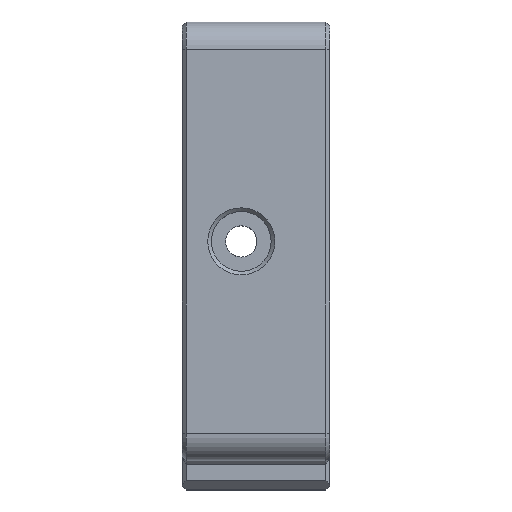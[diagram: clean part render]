
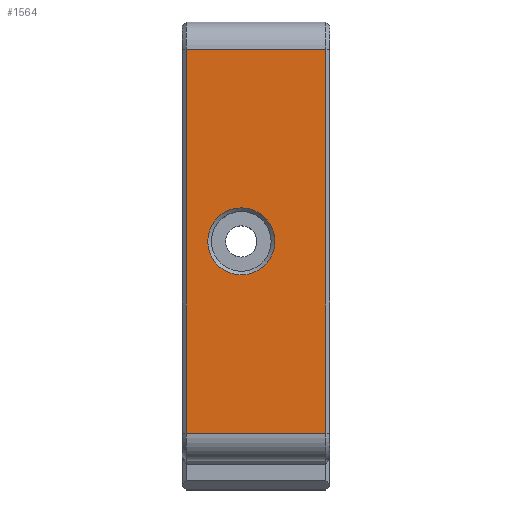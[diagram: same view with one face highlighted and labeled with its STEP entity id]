
A CAD part, top view. The second image highlights one B-rep face of the part: STEP entity #1564.
In plain terms, the highlighted planar face has unit normal (0, 0, 1).
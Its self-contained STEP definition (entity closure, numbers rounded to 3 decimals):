
#54=FACE_BOUND('',#220,.T.);
#64=CIRCLE('',#1682,3.65);
#117=FACE_OUTER_BOUND('',#219,.T.);
#219=EDGE_LOOP('',(#1097,#1098,#1099,#1100));
#220=EDGE_LOOP('',(#1101));
#351=LINE('',#2388,#529);
#352=LINE('',#2390,#530);
#353=LINE('',#2392,#531);
#354=LINE('',#2393,#532);
#529=VECTOR('',#1893,10.);
#530=VECTOR('',#1894,10.);
#531=VECTOR('',#1895,10.);
#532=VECTOR('',#1896,10.);
#704=VERTEX_POINT('',#2380);
#706=VERTEX_POINT('',#2386);
#707=VERTEX_POINT('',#2387);
#708=VERTEX_POINT('',#2389);
#709=VERTEX_POINT('',#2391);
#847=EDGE_CURVE('',#704,#704,#64,.T.);
#850=EDGE_CURVE('',#706,#707,#351,.T.);
#851=EDGE_CURVE('',#708,#706,#352,.T.);
#852=EDGE_CURVE('',#709,#708,#353,.T.);
#853=EDGE_CURVE('',#707,#709,#354,.T.);
#1097=ORIENTED_EDGE('',*,*,#850,.F.);
#1098=ORIENTED_EDGE('',*,*,#851,.F.);
#1099=ORIENTED_EDGE('',*,*,#852,.F.);
#1100=ORIENTED_EDGE('',*,*,#853,.F.);
#1101=ORIENTED_EDGE('',*,*,#847,.F.);
#1498=PLANE('',#1684);
#1564=ADVANCED_FACE('',(#117,#54),#1498,.T.);
#1682=AXIS2_PLACEMENT_3D('',#2381,#1886,#1887);
#1684=AXIS2_PLACEMENT_3D('',#2385,#1891,#1892);
#1886=DIRECTION('center_axis',(0.,0.,1.));
#1887=DIRECTION('ref_axis',(-1.,0.,0.));
#1891=DIRECTION('center_axis',(0.,0.,1.));
#1892=DIRECTION('ref_axis',(1.,0.,0.));
#1893=DIRECTION('',(0.,1.,0.));
#1894=DIRECTION('',(-1.,0.,0.));
#1895=DIRECTION('',(0.,-1.,0.));
#1896=DIRECTION('',(1.,0.,0.));
#2380=CARTESIAN_POINT('',(3.65,0.,10.));
#2381=CARTESIAN_POINT('Origin',(0.,0.,10.));
#2385=CARTESIAN_POINT('Origin',(-6.4,0.,10.));
#2386=CARTESIAN_POINT('',(-6.,-20.85,10.));
#2387=CARTESIAN_POINT('',(-6.,20.85,10.));
#2388=CARTESIAN_POINT('',(-6.,0.,10.));
#2389=CARTESIAN_POINT('',(9.2,-20.85,10.));
#2390=CARTESIAN_POINT('',(-2.4,-20.85,10.));
#2391=CARTESIAN_POINT('',(9.2,20.85,10.));
#2392=CARTESIAN_POINT('',(9.2,0.,10.));
#2393=CARTESIAN_POINT('',(-2.4,20.85,10.));
